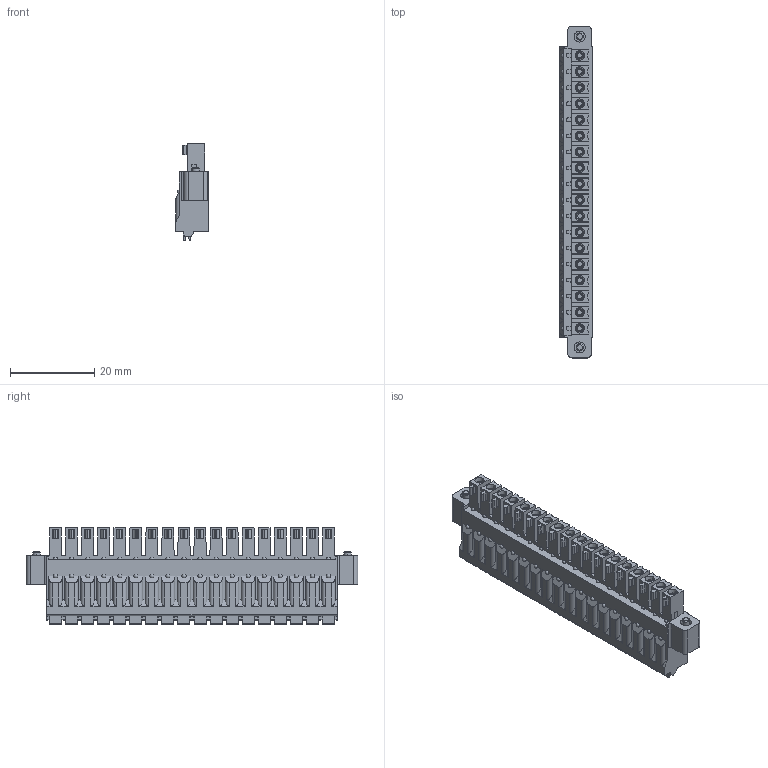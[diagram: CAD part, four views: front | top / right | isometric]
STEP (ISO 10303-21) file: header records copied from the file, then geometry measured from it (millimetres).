
FILE_DESCRIPTION((''),'2;1');
FILE_NAME('TLPSW-107-06P-X','2024-09-24T',('sheji'),(''),'PRO/ENGINEER BY PARAMETRIC TECHNOLOGY CORPORATION, 2015240','PRO/ENGINEER BY PARAMETRIC TECHNOLOGY CORPORATION, 2015240','');
FILE_SCHEMA(('CONFIG_CONTROL_DESIGN'));
Length unit declared in the file: millimetre
Products named in the file (1): TLPSW-107-06P-X
Bounding box: 7.75 x 78.77 x 22.9 mm (x, y, z)
Volume: 8551.6 mm3; surface area: 6712.6 mm2
Topology: 1 solids, 1 shells, 1227 faces, 3390 edges, 2228 vertices
Faces by surface type: plane 607, cylinder 432, cone 108, torus 44, sphere 36
Entity records: 39986 total; most frequent: CARTESIAN_POINT 7843, DIRECTION 6918, ORIENTED_EDGE 6708, EDGE_CURVE 3354, AXIS2_PLACEMENT_3D 2489, VERTEX_POINT 2228, VECTOR 1940, LINE 1940
